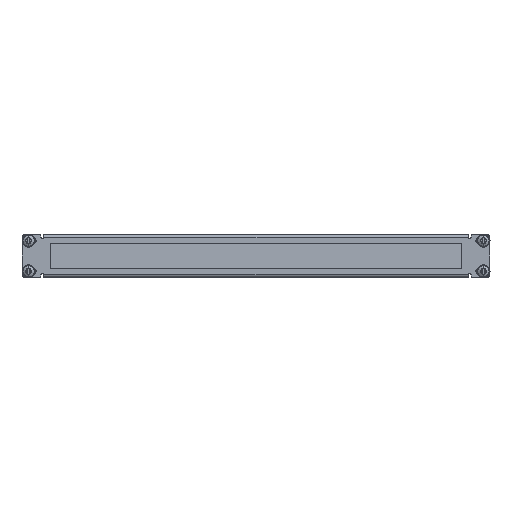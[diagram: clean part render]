
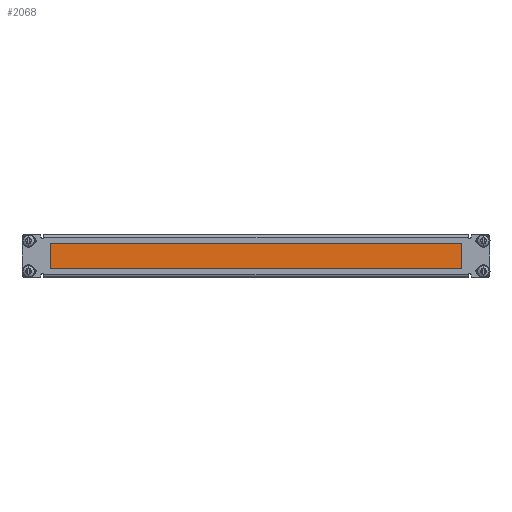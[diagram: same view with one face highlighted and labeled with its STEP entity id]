
A CAD part, top view. The second image highlights one B-rep face of the part: STEP entity #2068.
In plain terms, the highlighted planar face has unit normal (0, 0.037, 0.999).
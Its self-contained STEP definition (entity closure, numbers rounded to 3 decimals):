
#668 = FACE_OUTER_BOUND ( 'NONE', #4704, .T. ) ;
#698 = DIRECTION ( 'NONE',  ( 0., -0.999, 0.037 ) ) ;
#745 = PLANE ( 'NONE',  #4036 ) ;
#805 = CARTESIAN_POINT ( 'NONE',  ( -200.298, 32.936, -16.796 ) ) ;
#1317 = LINE ( 'NONE', #7476, #2533 ) ;
#1555 = LINE ( 'NONE', #3836, #5321 ) ;
#1789 = VERTEX_POINT ( 'NONE', #2538 ) ;
#2068 = ADVANCED_FACE ( 'NONE', ( #668 ), #745, .T. ) ;
#2533 = VECTOR ( 'NONE', #6885, 1000. ) ;
#2538 = CARTESIAN_POINT ( 'NONE',  ( 224.702, 2.936, -15.699 ) ) ;
#2701 = ORIENTED_EDGE ( 'NONE', *, *, #7308, .F. ) ;
#2822 = CARTESIAN_POINT ( 'NONE',  ( 224.702, 32.936, -16.796 ) ) ;
#3177 = ORIENTED_EDGE ( 'NONE', *, *, #7397, .F. ) ;
#3454 = LINE ( 'NONE', #5166, #8657 ) ;
#3646 = DIRECTION ( 'NONE',  ( 0., 0.037, 0.999 ) ) ;
#3836 = CARTESIAN_POINT ( 'NONE',  ( -200.298, 32.936, -16.796 ) ) ;
#3872 = DIRECTION ( 'NONE',  ( 1., 0., 0. ) ) ;
#4036 = AXIS2_PLACEMENT_3D ( 'NONE', #805, #3646, #698 ) ;
#4406 = DIRECTION ( 'NONE',  ( 0., -0.999, 0.037 ) ) ;
#4442 = VERTEX_POINT ( 'NONE', #7006 ) ;
#4704 = EDGE_LOOP ( 'NONE', ( #3177, #2701, #5456, #7610 ) ) ;
#5166 = CARTESIAN_POINT ( 'NONE',  ( -200.298, 32.936, -16.796 ) ) ;
#5321 = VECTOR ( 'NONE', #3872, 1000. ) ;
#5456 = ORIENTED_EDGE ( 'NONE', *, *, #7296, .T. ) ;
#5705 = VERTEX_POINT ( 'NONE', #2822 ) ;
#6038 = CARTESIAN_POINT ( 'NONE',  ( -200.298, 32.936, -16.796 ) ) ;
#6224 = LINE ( 'NONE', #8879, #7808 ) ;
#6885 = DIRECTION ( 'NONE',  ( 1., 0., 0. ) ) ;
#7006 = CARTESIAN_POINT ( 'NONE',  ( -200.298, 2.936, -15.699 ) ) ;
#7296 = EDGE_CURVE ( 'NONE', #8861, #4442, #3454, .T. ) ;
#7308 = EDGE_CURVE ( 'NONE', #8861, #5705, #1555, .T. ) ;
#7397 = EDGE_CURVE ( 'NONE', #5705, #1789, #6224, .T. ) ;
#7408 = EDGE_CURVE ( 'NONE', #4442, #1789, #1317, .T. ) ;
#7476 = CARTESIAN_POINT ( 'NONE',  ( -200.298, 2.936, -15.699 ) ) ;
#7610 = ORIENTED_EDGE ( 'NONE', *, *, #7408, .T. ) ;
#7808 = VECTOR ( 'NONE', #8808, 1000. ) ;
#8657 = VECTOR ( 'NONE', #4406, 1000. ) ;
#8808 = DIRECTION ( 'NONE',  ( 0., -0.999, 0.037 ) ) ;
#8861 = VERTEX_POINT ( 'NONE', #6038 ) ;
#8879 = CARTESIAN_POINT ( 'NONE',  ( 224.702, 32.936, -16.796 ) ) ;
